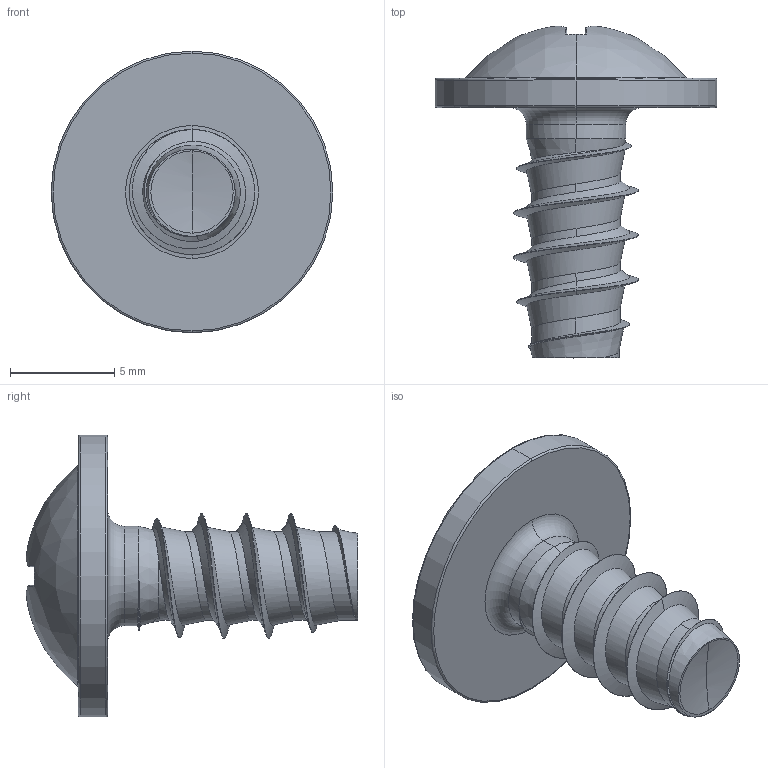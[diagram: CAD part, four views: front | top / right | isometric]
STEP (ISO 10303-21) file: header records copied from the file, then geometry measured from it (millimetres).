
FILE_DESCRIPTION (( 'STEP AP203' ), '1' );
FILE_NAME ('STP310600120.STEP', '2017-08-15T13:38:39', ( '' ), ( '' ), 'SwSTEP 2.0', 'SolidWorks 2015', '' );
FILE_SCHEMA (( 'CONFIG_CONTROL_DESIGN' ));
Length unit declared in the file: millimetre
Products named in the file (1): STP310600120
Bounding box: 13.5 x 15.91 x 13.5 mm (x, y, z)
Volume: 505.8 mm3; surface area: 629.3 mm2
Topology: 1 solids, 1 shells, 175 faces, 393 edges, 221 vertices
Faces by surface type: bspline 51, cylinder 35, torus 30, sphere 28, plane 23, cone 8
Entity records: 14663 total; most frequent: CARTESIAN_POINT 11054, ORIENTED_EDGE 782, DIRECTION 703, EDGE_CURVE 391, AXIS2_PLACEMENT_3D 318, VERTEX_POINT 221, CIRCLE 193, EDGE_LOOP 178
